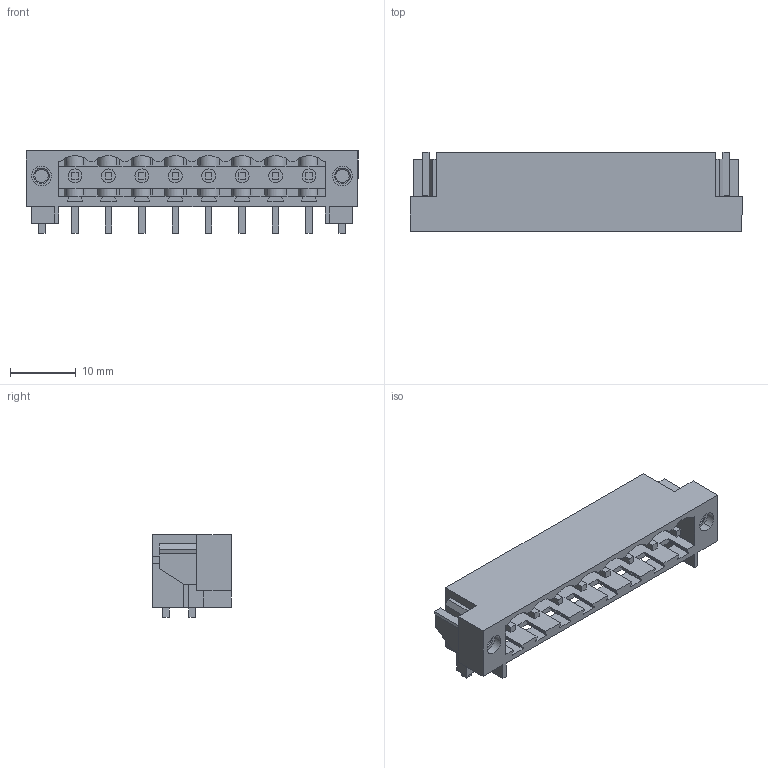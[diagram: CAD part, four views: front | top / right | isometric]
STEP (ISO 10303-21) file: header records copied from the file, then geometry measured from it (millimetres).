
FILE_DESCRIPTION(('CATIA V5 STEP Exchange','CAx-IF Rec.Pracs.--- Model Styling and Organization---1.4--- 2014-01-23'),'2;1');
FILE_NAME ('D1458230_1_1876980000_1876980000.stp','2023-05-10T07:09:18+00:00',('none'),('Weidmueller'),'CATIA Version 5-6 Release 2016 SP3 HF44','CATIA V5 STEP AP214','none');
FILE_SCHEMA(('AUTOMOTIVE_DESIGN { 1 0 10303 214 1 1 1 1 }'));
Length unit declared in the file: millimetre
Products named in the file (1): 1876980000
Bounding box: 50.44 x 12 x 12.5 mm (x, y, z)
Volume: 2178.9 mm3; surface area: 5066.5 mm2
Topology: 13 solids, 13 shells, 570 faces, 1689 edges, 1127 vertices
Faces by surface type: plane 474, cylinder 88, cone 8
Entity records: 17881 total; most frequent: CARTESIAN_POINT 3489, ORIENTED_EDGE 3378, DIRECTION 2338, EDGE_CURVE 1689, VECTOR 1436, LINE 1436, VERTEX_POINT 1127, EDGE_LOOP 596
